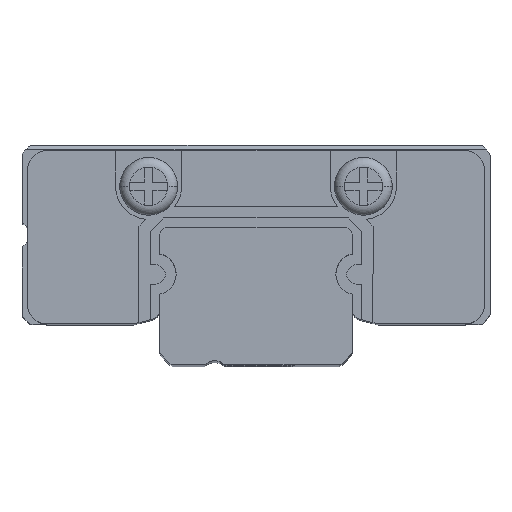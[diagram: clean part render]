
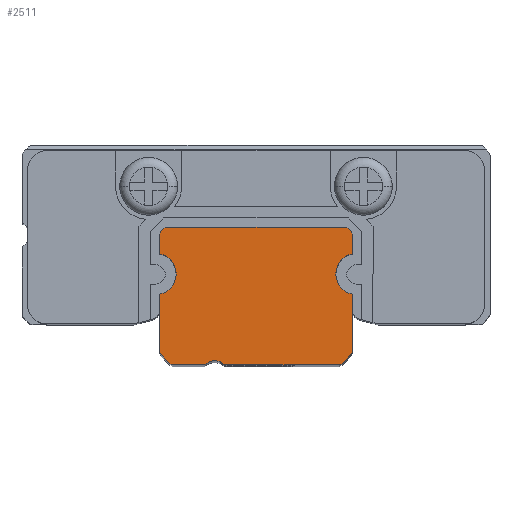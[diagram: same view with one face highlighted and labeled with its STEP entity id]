
A CAD part, top view. The second image highlights one B-rep face of the part: STEP entity #2511.
In plain terms, the highlighted planar face has unit normal (0, 0, 1).
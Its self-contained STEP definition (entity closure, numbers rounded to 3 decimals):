
#85 = ORIENTED_EDGE ( 'NONE', *, *, #6100, .T. ) ;
#115 = AXIS2_PLACEMENT_3D ( 'NONE', #5551, #7663, #3026 ) ;
#217 = CARTESIAN_POINT ( 'NONE',  ( 3.5, -2.5, 0. ) ) ;
#240 = DIRECTION ( 'NONE',  ( 0., 0., 1. ) ) ;
#282 = AXIS2_PLACEMENT_3D ( 'NONE', #3400, #3887, #2624 ) ;
#329 = DIRECTION ( 'NONE',  ( 1., 0., 0. ) ) ;
#332 = VERTEX_POINT ( 'NONE', #7024 ) ;
#360 = ORIENTED_EDGE ( 'NONE', *, *, #8531, .T. ) ;
#437 = ORIENTED_EDGE ( 'NONE', *, *, #681, .T. ) ;
#522 = DIRECTION ( 'NONE',  ( 0., 0., 1. ) ) ;
#552 = DIRECTION ( 'NONE',  ( 0., 0., -1. ) ) ;
#566 = ORIENTED_EDGE ( 'NONE', *, *, #3261, .T. ) ;
#570 = CARTESIAN_POINT ( 'NONE',  ( -1.5, -2.85, 0. ) ) ;
#640 = EDGE_CURVE ( 'NONE', #5835, #1738, #2909, .T. ) ;
#681 = EDGE_CURVE ( 'NONE', #7239, #4478, #7412, .T. ) ;
#794 = LINE ( 'NONE', #3537, #2782 ) ;
#816 = VECTOR ( 'NONE', #5716, 1000. ) ;
#991 = CARTESIAN_POINT ( 'NONE',  ( -3.5, -2.5, 0. ) ) ;
#1008 = CIRCLE ( 'NONE', #6816, 0.75 ) ;
#1309 = ORIENTED_EDGE ( 'NONE', *, *, #7904, .T. ) ;
#1460 = DIRECTION ( 'NONE',  ( 1., 0., 0. ) ) ;
#1499 = CARTESIAN_POINT ( 'NONE',  ( 0., 0., 0. ) ) ;
#1533 = VERTEX_POINT ( 'NONE', #8481 ) ;
#1544 = VERTEX_POINT ( 'NONE', #2427 ) ;
#1657 = AXIS2_PLACEMENT_3D ( 'NONE', #7395, #240, #1460 ) ;
#1678 = DIRECTION ( 'NONE',  ( 0., 0., 1. ) ) ;
#1725 = EDGE_CURVE ( 'NONE', #7509, #1544, #4319, .T. ) ;
#1738 = VERTEX_POINT ( 'NONE', #4359 ) ;
#1840 = VECTOR ( 'NONE', #2468, 1000. ) ;
#1918 = CIRCLE ( 'NONE', #115, 0.3 ) ;
#1977 = CARTESIAN_POINT ( 'NONE',  ( -3.5, 2.2, 0. ) ) ;
#2023 = AXIS2_PLACEMENT_3D ( 'NONE', #1499, #4925, #6136 ) ;
#2077 = DIRECTION ( 'NONE',  ( 0., 0., -1. ) ) ;
#2189 = CARTESIAN_POINT ( 'NONE',  ( 3.5, 0.065, 0. ) ) ;
#2204 = CARTESIAN_POINT ( 'NONE',  ( -3.5, 0.065, 0. ) ) ;
#2211 = VECTOR ( 'NONE', #8182, 1000. ) ;
#2228 = CARTESIAN_POINT ( 'NONE',  ( -3.2, 2.5, 0. ) ) ;
#2241 = PLANE ( 'NONE',  #2023 ) ;
#2392 = ORIENTED_EDGE ( 'NONE', *, *, #4967, .T. ) ;
#2427 = CARTESIAN_POINT ( 'NONE',  ( 3.031, -2.5, 0. ) ) ;
#2468 = DIRECTION ( 'NONE',  ( 0., -1., 0. ) ) ;
#2511 = ADVANCED_FACE ( 'NONE', ( #5537 ), #2241, .T. ) ;
#2536 = ORIENTED_EDGE ( 'NONE', *, *, #6378, .T. ) ;
#2589 = LINE ( 'NONE', #5883, #816 ) ;
#2624 = DIRECTION ( 'NONE',  ( 1., 0., 0. ) ) ;
#2782 = VECTOR ( 'NONE', #5569, 1000. ) ;
#2868 = DIRECTION ( 'NONE',  ( 1., 0., 0. ) ) ;
#2869 = VERTEX_POINT ( 'NONE', #6193 ) ;
#2909 = LINE ( 'NONE', #217, #4333 ) ;
#3026 = DIRECTION ( 'NONE',  ( 1., 0., 0. ) ) ;
#3072 = VECTOR ( 'NONE', #5434, 1000. ) ;
#3261 = EDGE_CURVE ( 'NONE', #7266, #2869, #1918, .T. ) ;
#3400 = CARTESIAN_POINT ( 'NONE',  ( -3.65, 0.8, 0. ) ) ;
#3432 = CARTESIAN_POINT ( 'NONE',  ( 3.5, -2.5, 0. ) ) ;
#3537 = CARTESIAN_POINT ( 'NONE',  ( -3.2, 2.5, 0. ) ) ;
#3633 = EDGE_CURVE ( 'NONE', #8365, #7239, #7848, .T. ) ;
#3653 = CARTESIAN_POINT ( 'NONE',  ( -3.5, 1.535, 0. ) ) ;
#3669 = CARTESIAN_POINT ( 'NONE',  ( 3.5, 2.2, 0. ) ) ;
#3792 = CARTESIAN_POINT ( 'NONE',  ( 2.45, -1.45, 0. ) ) ;
#3887 = DIRECTION ( 'NONE',  ( 0., 0., -1. ) ) ;
#4172 = ORIENTED_EDGE ( 'NONE', *, *, #5124, .T. ) ;
#4197 = EDGE_CURVE ( 'NONE', #7509, #1738, #5650, .T. ) ;
#4202 = LINE ( 'NONE', #991, #2211 ) ;
#4219 = VECTOR ( 'NONE', #5539, 1000. ) ;
#4303 = CIRCLE ( 'NONE', #5957, 0.75 ) ;
#4319 = LINE ( 'NONE', #8213, #4219 ) ;
#4333 = VECTOR ( 'NONE', #2868, 1000. ) ;
#4359 = CARTESIAN_POINT ( 'NONE',  ( -1.857, -2.5, 0. ) ) ;
#4478 = VERTEX_POINT ( 'NONE', #3653 ) ;
#4524 = DIRECTION ( 'NONE',  ( 1., 0., 0. ) ) ;
#4677 = VERTEX_POINT ( 'NONE', #2204 ) ;
#4718 = DIRECTION ( 'NONE',  ( -1., 0., 0. ) ) ;
#4858 = CIRCLE ( 'NONE', #282, 0.75 ) ;
#4925 = DIRECTION ( 'NONE',  ( 0., 0., 1. ) ) ;
#4946 = ORIENTED_EDGE ( 'NONE', *, *, #4197, .F. ) ;
#4961 = AXIS2_PLACEMENT_3D ( 'NONE', #570, #5818, #4524 ) ;
#4967 = EDGE_CURVE ( 'NONE', #4677, #1533, #4202, .T. ) ;
#5124 = EDGE_CURVE ( 'NONE', #332, #7266, #2589, .T. ) ;
#5434 = DIRECTION ( 'NONE',  ( 0., 1., 0. ) ) ;
#5507 = CARTESIAN_POINT ( 'NONE',  ( -3.65, 0.8, 0. ) ) ;
#5537 = FACE_OUTER_BOUND ( 'NONE', #6213, .T. ) ;
#5539 = DIRECTION ( 'NONE',  ( 1., 0., 0. ) ) ;
#5551 = CARTESIAN_POINT ( 'NONE',  ( 3.2, 2.2, 0. ) ) ;
#5569 = DIRECTION ( 'NONE',  ( -1., 0., 0. ) ) ;
#5613 = ORIENTED_EDGE ( 'NONE', *, *, #6747, .T. ) ;
#5650 = CIRCLE ( 'NONE', #4961, 0.5 ) ;
#5696 = DIRECTION ( 'NONE',  ( 1., 0., 0. ) ) ;
#5716 = DIRECTION ( 'NONE',  ( 0., 1., 0. ) ) ;
#5761 = VERTEX_POINT ( 'NONE', #2189 ) ;
#5818 = DIRECTION ( 'NONE',  ( 0., 0., 1. ) ) ;
#5835 = VERTEX_POINT ( 'NONE', #8159 ) ;
#5883 = CARTESIAN_POINT ( 'NONE',  ( 3.5, 2.2, 0. ) ) ;
#5904 = EDGE_CURVE ( 'NONE', #1544, #7287, #8020, .T. ) ;
#5957 = AXIS2_PLACEMENT_3D ( 'NONE', #5507, #2077, #7487 ) ;
#6100 = EDGE_CURVE ( 'NONE', #1533, #5835, #7193, .T. ) ;
#6136 = DIRECTION ( 'NONE',  ( 1., 0., 0. ) ) ;
#6141 = CARTESIAN_POINT ( 'NONE',  ( -3.2, 2.2, 0. ) ) ;
#6193 = CARTESIAN_POINT ( 'NONE',  ( 3.2, 2.5, 0. ) ) ;
#6213 = EDGE_LOOP ( 'NONE', ( #85, #7459, #4946, #6985, #7928, #1309, #360, #4172, #566, #7466, #8537, #437, #2536, #5613, #2392 ) ) ;
#6215 = CARTESIAN_POINT ( 'NONE',  ( -2.9, 0.8, 0. ) ) ;
#6378 = EDGE_CURVE ( 'NONE', #4478, #7333, #4858, .T. ) ;
#6488 = CARTESIAN_POINT ( 'NONE',  ( 3.65, 0.8, 0. ) ) ;
#6525 = EDGE_CURVE ( 'NONE', #2869, #8365, #794, .T. ) ;
#6747 = EDGE_CURVE ( 'NONE', #7333, #4677, #4303, .T. ) ;
#6816 = AXIS2_PLACEMENT_3D ( 'NONE', #6488, #552, #4718 ) ;
#6985 = ORIENTED_EDGE ( 'NONE', *, *, #1725, .T. ) ;
#7024 = CARTESIAN_POINT ( 'NONE',  ( 3.5, 1.535, 0. ) ) ;
#7193 = CIRCLE ( 'NONE', #1657, 1.2 ) ;
#7239 = VERTEX_POINT ( 'NONE', #7560 ) ;
#7266 = VERTEX_POINT ( 'NONE', #3669 ) ;
#7287 = VERTEX_POINT ( 'NONE', #8293 ) ;
#7333 = VERTEX_POINT ( 'NONE', #6215 ) ;
#7395 = CARTESIAN_POINT ( 'NONE',  ( -2.45, -1.45, 0. ) ) ;
#7412 = LINE ( 'NONE', #1977, #1840 ) ;
#7459 = ORIENTED_EDGE ( 'NONE', *, *, #640, .T. ) ;
#7466 = ORIENTED_EDGE ( 'NONE', *, *, #6525, .T. ) ;
#7487 = DIRECTION ( 'NONE',  ( 1., 0., 0. ) ) ;
#7509 = VERTEX_POINT ( 'NONE', #8113 ) ;
#7560 = CARTESIAN_POINT ( 'NONE',  ( -3.5, 2.2, 0. ) ) ;
#7663 = DIRECTION ( 'NONE',  ( 0., 0., 1. ) ) ;
#7848 = CIRCLE ( 'NONE', #8542, 0.3 ) ;
#7904 = EDGE_CURVE ( 'NONE', #7287, #5761, #7975, .T. ) ;
#7928 = ORIENTED_EDGE ( 'NONE', *, *, #5904, .T. ) ;
#7975 = LINE ( 'NONE', #3432, #3072 ) ;
#8020 = CIRCLE ( 'NONE', #8574, 1.2 ) ;
#8113 = CARTESIAN_POINT ( 'NONE',  ( -1.143, -2.5, 0. ) ) ;
#8159 = CARTESIAN_POINT ( 'NONE',  ( -3.031, -2.5, 0. ) ) ;
#8182 = DIRECTION ( 'NONE',  ( 0., -1., 0. ) ) ;
#8213 = CARTESIAN_POINT ( 'NONE',  ( 3.5, -2.5, 0. ) ) ;
#8293 = CARTESIAN_POINT ( 'NONE',  ( 3.5, -2.031, 0. ) ) ;
#8365 = VERTEX_POINT ( 'NONE', #2228 ) ;
#8481 = CARTESIAN_POINT ( 'NONE',  ( -3.5, -2.031, 0. ) ) ;
#8531 = EDGE_CURVE ( 'NONE', #5761, #332, #1008, .T. ) ;
#8537 = ORIENTED_EDGE ( 'NONE', *, *, #3633, .T. ) ;
#8542 = AXIS2_PLACEMENT_3D ( 'NONE', #6141, #1678, #329 ) ;
#8574 = AXIS2_PLACEMENT_3D ( 'NONE', #3792, #522, #5696 ) ;
